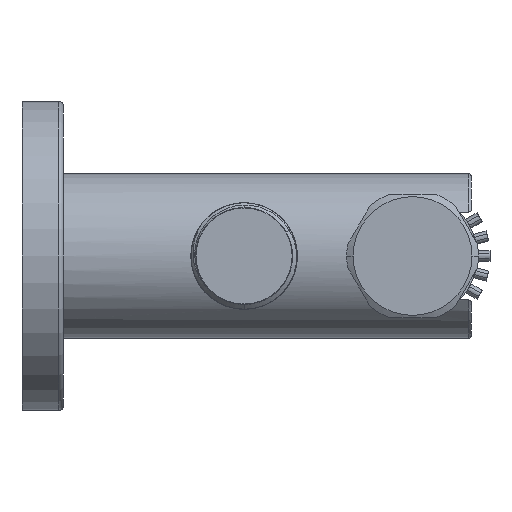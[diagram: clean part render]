
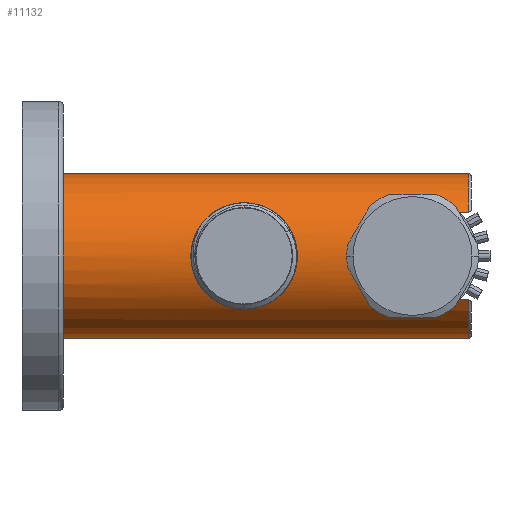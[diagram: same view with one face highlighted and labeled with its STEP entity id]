
A CAD part, front view. The second image highlights one B-rep face of the part: STEP entity #11132.
In plain terms, the highlighted cylindrical face has radius 406.4 mm (diameter 812.8 mm), a partial arc.
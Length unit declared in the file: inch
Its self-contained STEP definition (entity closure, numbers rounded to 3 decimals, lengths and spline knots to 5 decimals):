
#106=CARTESIAN_POINT('',(-32.6,236.52628,-210.3));
#107=CARTESIAN_POINT('',(-31.84419,236.52628,-210.3));
#108=CARTESIAN_POINT('',(-30.33045,236.39353,-210.1477));
#109=CARTESIAN_POINT('',(-27.86791,235.70429,-209.27045));
#110=CARTESIAN_POINT('',(-25.76734,234.78094,-207.84795));
#111=CARTESIAN_POINT('',(-24.03719,233.84471,-205.90818));
#112=CARTESIAN_POINT('',(-22.89239,233.14909,-203.72533));
#113=CARTESIAN_POINT('',(-22.2881,232.76277,-201.31194));
#114=CARTESIAN_POINT('',(-22.26156,232.74536,-198.92191));
#115=CARTESIAN_POINT('',(-22.80913,233.09688,-196.49384));
#116=CARTESIAN_POINT('',(-23.92187,233.77683,-194.26232));
#117=CARTESIAN_POINT('',(-25.60946,234.70333,-192.28646));
#118=CARTESIAN_POINT('',(-27.7655,235.66835,-190.77611));
#119=CARTESIAN_POINT('',(-30.24481,236.37968,-189.86897));
#120=CARTESIAN_POINT('',(-31.8124,236.52628,-189.7));
#121=CARTESIAN_POINT('',(-32.6,236.52628,-189.7));
#123=CARTESIAN_POINT('',(-32.6,236.52628,-189.7));
#124=CARTESIAN_POINT('',(-33.35543,236.52628,-189.7));
#125=CARTESIAN_POINT('',(-34.86853,236.39367,-189.85214));
#126=CARTESIAN_POINT('',(-37.3305,235.70485,-190.7288));
#127=CARTESIAN_POINT('',(-39.43073,234.78188,-192.15047));
#128=CARTESIAN_POINT('',(-41.16079,233.84587,-194.089));
#129=CARTESIAN_POINT('',(-42.30554,233.15038,-196.27012));
#130=CARTESIAN_POINT('',(-42.91028,232.76382,-198.67803));
#131=CARTESIAN_POINT('',(-42.93971,232.74453,-201.06662));
#132=CARTESIAN_POINT('',(-42.39419,233.0948,-203.49755));
#133=CARTESIAN_POINT('',(-41.28212,233.77449,-205.73174));
#134=CARTESIAN_POINT('',(-39.59547,234.70089,-207.70934));
#135=CARTESIAN_POINT('',(-37.43666,235.66775,-209.22321));
#136=CARTESIAN_POINT('',(-34.95424,236.37996,-210.13137));
#137=CARTESIAN_POINT('',(-33.38703,236.52628,-210.3));
#138=CARTESIAN_POINT('',(-32.6,236.52628,-210.3));
#140=CARTESIAN_POINT('',(-67.6,248.77006,-200.));
#141=DIRECTION('',(1.,0.,0.));
#142=DIRECTION('',(0.,0.,1.));
#143=AXIS2_PLACEMENT_3D('',#140,#141,#142);
#145=DIRECTION('',(1.,0.,0.));
#146=VECTOR('',#145,78.5);
#147=CARTESIAN_POINT('',(-67.6,248.77006,-184.));
#148=LINE('',#147,#146);
#149=CARTESIAN_POINT('',(10.9,248.77006,-200.));
#150=DIRECTION('',(1.,0.,0.));
#151=DIRECTION('',(0.,0.,1.));
#152=AXIS2_PLACEMENT_3D('',#149,#150,#151);
#154=DIRECTION('',(1.,0.,0.));
#155=VECTOR('',#154,5.32832);
#156=CARTESIAN_POINT('',(5.57168,235.21462,-191.5));
#157=LINE('',#156,#155);
#158=CARTESIAN_POINT('',(5.57168,235.21462,-191.5));
#159=CARTESIAN_POINT('',(5.04881,235.45637,-191.11445));
#160=CARTESIAN_POINT('',(3.96921,235.90282,-190.47365));
#161=CARTESIAN_POINT('',(2.21457,236.39699,-189.85061));
#162=CARTESIAN_POINT('',(0.39582,236.62127,-189.58866));
#163=CARTESIAN_POINT('',(-1.51996,236.52897,-189.69484));
#164=CARTESIAN_POINT('',(-3.56927,236.05377,-190.27062));
#165=CARTESIAN_POINT('',(-5.47983,235.2896,-191.33937));
#166=CARTESIAN_POINT('',(-6.97993,234.51574,-192.67647));
#167=CARTESIAN_POINT('',(-8.06702,233.87923,-194.08226));
#168=CARTESIAN_POINT('',(-8.82616,233.40177,-195.47162));
#169=CARTESIAN_POINT('',(-9.34208,233.06347,-196.84644));
#170=CARTESIAN_POINT('',(-9.67378,232.84026,-198.25885));
#171=CARTESIAN_POINT('',(-9.77523,232.77103,-199.38255));
#172=CARTESIAN_POINT('',(-9.77663,232.77008,-199.9744));
#174=CARTESIAN_POINT('',(-9.77663,232.77008,-199.9744));
#175=CARTESIAN_POINT('',(-9.77829,232.76893,-200.7048));
#176=CARTESIAN_POINT('',(-9.63818,232.86495,-202.16826));
#177=CARTESIAN_POINT('',(-8.9454,233.32838,-204.38666));
#178=CARTESIAN_POINT('',(-7.77097,234.06526,-206.41106));
#179=CARTESIAN_POINT('',(-6.29357,234.8886,-208.00765));
#180=CARTESIAN_POINT('',(-4.69602,235.62548,-209.1459));
#181=CARTESIAN_POINT('',(-3.03642,236.19493,-209.90179));
#182=CARTESIAN_POINT('',(-1.2973,236.54594,-210.32463));
#183=CARTESIAN_POINT('',(0.52681,236.61527,-210.40453));
#184=CARTESIAN_POINT('',(2.36173,236.36623,-210.11262));
#185=CARTESIAN_POINT('',(4.07969,235.86026,-209.46846));
#186=CARTESIAN_POINT('',(5.08882,235.43789,-208.85607));
#187=CARTESIAN_POINT('',(5.57169,235.21462,-208.5));
#189=DIRECTION('',(1.,0.,0.));
#190=VECTOR('',#189,5.32831);
#191=CARTESIAN_POINT('',(5.57169,235.21462,-208.5));
#192=LINE('',#191,#190);
#193=CARTESIAN_POINT('',(10.9,248.77006,-200.));
#194=DIRECTION('',(1.,0.,0.));
#195=DIRECTION('',(0.,-0.847,-0.531));
#196=AXIS2_PLACEMENT_3D('',#193,#194,#195);
#198=DIRECTION('',(-1.,0.,0.));
#199=VECTOR('',#198,78.5);
#200=CARTESIAN_POINT('',(10.9,248.77006,-216.));
#201=LINE('',#200,#199);
#981=CARTESIAN_POINT('',(5.57168,235.21462,-191.5));
#4993=CARTESIAN_POINT('',(5.57169,235.21462,-208.5));
#9912=CARTESIAN_POINT('',(10.9,235.21461,-208.5));
#9914=VERTEX_POINT('',#9912);
#9915=CARTESIAN_POINT('',(10.9,248.77006,-216.));
#9916=VERTEX_POINT('',#9915);
#9921=CARTESIAN_POINT('',(10.9,235.21461,-191.5));
#9923=VERTEX_POINT('',#9921);
#9925=CARTESIAN_POINT('',(10.9,248.77006,-184.));
#9926=VERTEX_POINT('',#9925);
#9931=VERTEX_POINT('',#4993);
#9932=VERTEX_POINT('',#174);
#9934=VERTEX_POINT('',#981);
#10946=VERTEX_POINT('',#106);
#10947=VERTEX_POINT('',#121);
#10952=CARTESIAN_POINT('',(-67.6,248.77006,-216.));
#10953=CARTESIAN_POINT('',(-67.6,248.77006,-184.));
#10954=VERTEX_POINT('',#10952);
#10955=VERTEX_POINT('',#10953);
#11105=CARTESIAN_POINT('',(-30.6,248.77006,-200.));
#11106=DIRECTION('',(1.,0.,0.));
#11107=DIRECTION('',(0.,0.,-1.));
#11108=AXIS2_PLACEMENT_3D('',#11105,#11106,#11107);
#11109=CYLINDRICAL_SURFACE('',#11108,16.);
#11110=ORIENTED_EDGE('',*,*,#11100,.F.);
#11111=ORIENTED_EDGE('',*,*,#11083,.T.);
#11113=ORIENTED_EDGE('',*,*,#11112,.T.);
#11115=ORIENTED_EDGE('',*,*,#11114,.F.);
#11117=ORIENTED_EDGE('',*,*,#11116,.T.);
#11119=ORIENTED_EDGE('',*,*,#11118,.T.);
#11121=ORIENTED_EDGE('',*,*,#11120,.T.);
#11122=ORIENTED_EDGE('',*,*,#11057,.T.);
#11123=ORIENTED_EDGE('',*,*,#11070,.T.);
#11124=EDGE_LOOP('',(#11110,#11111,#11113,#11115,#11117,#11119,#11121,#11122,
#11123));
#11125=FACE_OUTER_BOUND('',#11124,.F.);
#11127=ORIENTED_EDGE('',*,*,#11126,.T.);
#11129=ORIENTED_EDGE('',*,*,#11128,.T.);
#11130=EDGE_LOOP('',(#11127,#11129));
#11131=FACE_BOUND('',#11130,.F.);
#11132=ADVANCED_FACE('',(#11125,#11131),#11109,.T.);
#122=B_SPLINE_CURVE_WITH_KNOTS('',3,(#106,#107,#108,#109,#110,#111,#112,#113,
#114,#115,#116,#117,#118,#119,#120,#121),.UNSPECIFIED.,.F.,.F.,(4,1,1,1,1,1,1,1,
1,1,1,1,1,4),(0.,0.07692,0.15385,0.23077,
0.30769,0.38462,0.46154,0.53846,
0.61538,0.69231,0.76923,0.84615,
0.92308,1.),.UNSPECIFIED.);
#139=B_SPLINE_CURVE_WITH_KNOTS('',3,(#123,#124,#125,#126,#127,#128,#129,#130,
#131,#132,#133,#134,#135,#136,#137,#138),.UNSPECIFIED.,.F.,.F.,(4,1,1,1,1,1,1,1,
1,1,1,1,1,4),(0.,0.07692,0.15385,0.23077,
0.30769,0.38462,0.46154,0.53846,
0.61538,0.69231,0.76923,0.84615,
0.92308,1.),.UNSPECIFIED.);
#144=CIRCLE('',#143,16.);
#153=CIRCLE('',#152,16.);
#173=B_SPLINE_CURVE_WITH_KNOTS('',3,(#158,#159,#160,#161,#162,#163,#164,#165,
#166,#167,#168,#169,#170,#171,#172),.UNSPECIFIED.,.F.,.F.,(4,1,1,1,1,1,1,1,1,1,
1,1,4),(0.,0.08333,0.16667,0.25,0.33333,
0.41667,0.5,0.58333,0.66667,0.75,
0.83333,0.91667,1.),.UNSPECIFIED.);
#188=B_SPLINE_CURVE_WITH_KNOTS('',3,(#174,#175,#176,#177,#178,#179,#180,#181,
#182,#183,#184,#185,#186,#187),.UNSPECIFIED.,.F.,.F.,(4,1,1,1,1,1,1,1,1,1,1,4),(
0.,0.09091,0.18182,0.27273,0.36364,
0.45455,0.54545,0.63636,0.72727,
0.81818,0.90909,1.),.UNSPECIFIED.);
#197=CIRCLE('',#196,16.);
#11057=EDGE_CURVE('',#9914,#9916,#197,.T.);
#11070=EDGE_CURVE('',#9916,#10954,#201,.T.);
#11083=EDGE_CURVE('',#10955,#9926,#148,.T.);
#11100=EDGE_CURVE('',#10955,#10954,#144,.T.);
#11112=EDGE_CURVE('',#9926,#9923,#153,.T.);
#11114=EDGE_CURVE('',#9934,#9923,#157,.T.);
#11116=EDGE_CURVE('',#9934,#9932,#173,.T.);
#11118=EDGE_CURVE('',#9932,#9931,#188,.T.);
#11120=EDGE_CURVE('',#9931,#9914,#192,.T.);
#11126=EDGE_CURVE('',#10946,#10947,#122,.T.);
#11128=EDGE_CURVE('',#10947,#10946,#139,.T.);
